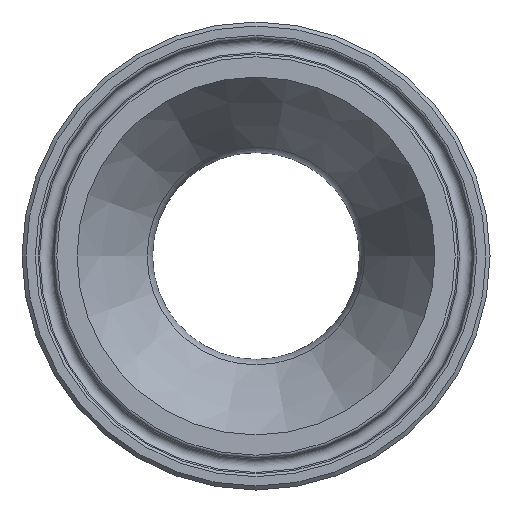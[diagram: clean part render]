
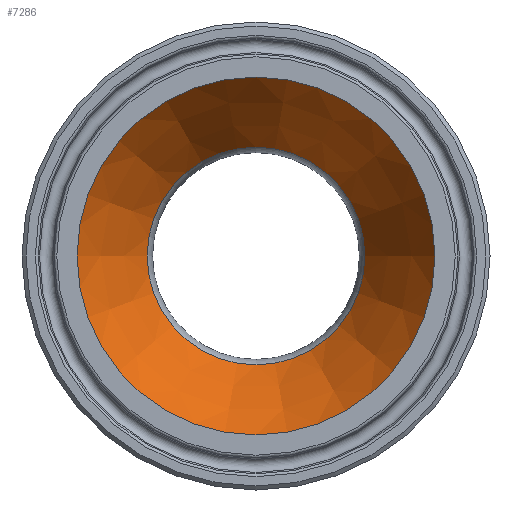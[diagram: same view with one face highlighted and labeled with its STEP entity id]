
A CAD part, left-side view. The second image highlights one B-rep face of the part: STEP entity #7286.
In plain terms, the highlighted conical face has half-angle 31.128 degrees and reference radius 23.749 mm.
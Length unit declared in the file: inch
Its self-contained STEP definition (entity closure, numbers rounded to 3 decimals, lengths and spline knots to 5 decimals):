
#25=CONICAL_SURFACE('',#7735,0.935,31.128);
#116=FACE_BOUND('',#1331,.T.);
#875=FACE_OUTER_BOUND('',#1330,.T.);
#1330=EDGE_LOOP('',(#6789));
#1331=EDGE_LOOP('',(#6790));
#1538=CIRCLE('',#7732,0.721);
#1540=CIRCLE('',#7736,1.185);
#3599=VERTEX_POINT('',#15766);
#3601=VERTEX_POINT('',#15772);
#4670=EDGE_CURVE('',#3599,#3599,#1538,.T.);
#4672=EDGE_CURVE('',#3601,#3601,#1540,.T.);
#6789=ORIENTED_EDGE('',*,*,#4672,.F.);
#6790=ORIENTED_EDGE('',*,*,#4670,.F.);
#7286=ADVANCED_FACE('',(#875,#116),#25,.F.);
#7732=AXIS2_PLACEMENT_3D('',#15767,#9110,#9111);
#7735=AXIS2_PLACEMENT_3D('',#15771,#9116,#9117);
#7736=AXIS2_PLACEMENT_3D('',#15773,#9118,#9119);
#9110=DIRECTION('center_axis',(-1.,0.,0.));
#9111=DIRECTION('ref_axis',(0.,-1.,0.));
#9116=DIRECTION('center_axis',(-1.,0.,0.));
#9117=DIRECTION('ref_axis',(0.,1.,0.));
#9118=DIRECTION('center_axis',(1.,0.,0.));
#9119=DIRECTION('ref_axis',(0.,0.,-1.));
#15766=CARTESIAN_POINT('',(0.76836,0.721,0.));
#15767=CARTESIAN_POINT('Origin',(0.76836,0.,0.));
#15771=CARTESIAN_POINT('Origin',(0.41398,0.,0.));
#15772=CARTESIAN_POINT('',(0.,1.185,0.));
#15773=CARTESIAN_POINT('Origin',(0.,0.,0.));
